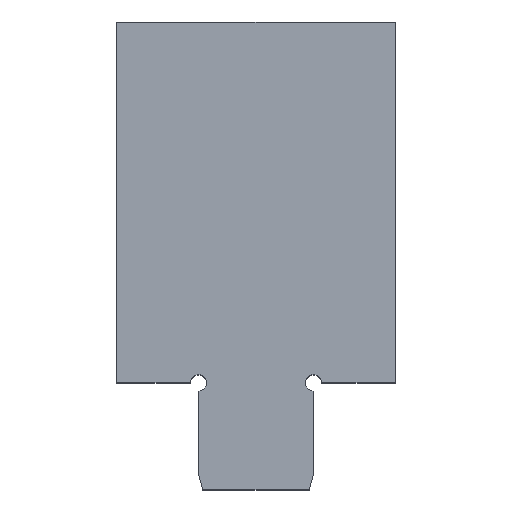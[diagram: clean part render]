
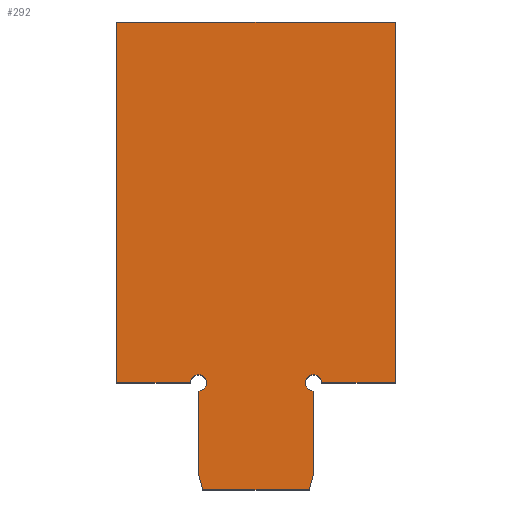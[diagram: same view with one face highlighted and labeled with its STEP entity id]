
A CAD part, top view. The second image highlights one B-rep face of the part: STEP entity #292.
In plain terms, the highlighted planar face has unit normal (0, 0, 1).
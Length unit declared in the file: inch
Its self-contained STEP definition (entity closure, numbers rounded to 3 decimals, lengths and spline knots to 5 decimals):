
#15=LINE('',#405,#47);
#21=LINE('',#416,#53);
#30=LINE('',#439,#62);
#33=LINE('',#444,#65);
#38=LINE('',#458,#70);
#39=LINE('',#460,#71);
#41=LINE('',#465,#73);
#43=LINE('',#468,#75);
#44=LINE('',#471,#76);
#46=LINE('',#474,#78);
#47=VECTOR('',#329,0.01932);
#53=VECTOR('',#337,0.13);
#62=VECTOR('',#354,0.01932);
#65=VECTOR('',#359,0.10134);
#70=VECTOR('',#374,0.09);
#71=VECTOR('',#377,0.10134);
#73=VECTOR('',#381,0.34);
#75=VECTOR('',#385,0.44);
#76=VECTOR('',#388,0.09);
#78=VECTOR('',#392,0.44);
#91=PLANE('',#316);
#109=FACE_OUTER_BOUND('',#127,.T.);
#127=EDGE_LOOP('',(#262,#263,#264,#265,#266,#267,#268,#269,#270,#271,#272,
#273));
#132=CIRCLE('',#307,0.01);
#133=CIRCLE('',#309,0.01);
#136=VERTEX_POINT('',#403);
#137=VERTEX_POINT('',#404);
#141=VERTEX_POINT('',#414);
#151=VERTEX_POINT('',#438);
#152=VERTEX_POINT('',#442);
#153=VERTEX_POINT('',#446);
#154=VERTEX_POINT('',#450);
#155=VERTEX_POINT('',#452);
#156=VERTEX_POINT('',#456);
#157=VERTEX_POINT('',#462);
#158=VERTEX_POINT('',#464);
#159=VERTEX_POINT('',#470);
#162=EDGE_CURVE('',#136,#137,#15,.T.);
#168=EDGE_CURVE('',#136,#141,#21,.T.);
#179=EDGE_CURVE('',#151,#141,#30,.T.);
#182=EDGE_CURVE('',#151,#152,#33,.T.);
#184=EDGE_CURVE('',#152,#153,#132,.T.);
#186=EDGE_CURVE('',#155,#154,#133,.T.);
#189=EDGE_CURVE('',#153,#156,#38,.T.);
#190=EDGE_CURVE('',#154,#137,#39,.T.);
#192=EDGE_CURVE('',#158,#157,#41,.T.);
#194=EDGE_CURVE('',#156,#158,#43,.T.);
#195=EDGE_CURVE('',#159,#155,#44,.T.);
#197=EDGE_CURVE('',#157,#159,#46,.T.);
#262=ORIENTED_EDGE('',*,*,#162,.F.);
#263=ORIENTED_EDGE('',*,*,#168,.T.);
#264=ORIENTED_EDGE('',*,*,#179,.F.);
#265=ORIENTED_EDGE('',*,*,#182,.T.);
#266=ORIENTED_EDGE('',*,*,#184,.T.);
#267=ORIENTED_EDGE('',*,*,#189,.T.);
#268=ORIENTED_EDGE('',*,*,#194,.T.);
#269=ORIENTED_EDGE('',*,*,#192,.T.);
#270=ORIENTED_EDGE('',*,*,#197,.T.);
#271=ORIENTED_EDGE('',*,*,#195,.T.);
#272=ORIENTED_EDGE('',*,*,#186,.T.);
#273=ORIENTED_EDGE('',*,*,#190,.T.);
#292=ADVANCED_FACE('',(#109),#91,.T.);
#307=AXIS2_PLACEMENT_3D('',#448,#363,#364);
#309=AXIS2_PLACEMENT_3D('',#453,#368,#369);
#316=AXIS2_PLACEMENT_3D('',#475,#393,#394);
#329=DIRECTION('',(-0.259,0.966,0.));
#337=DIRECTION('',(1.,0.,0.));
#354=DIRECTION('',(-0.259,-0.966,0.));
#359=DIRECTION('',(0.,1.,0.));
#363=DIRECTION('center_axis',(0.,0.,-1.));
#364=DIRECTION('ref_axis',(-1.,0.,0.));
#368=DIRECTION('center_axis',(0.,0.,-1.));
#369=DIRECTION('ref_axis',(-1.,0.,0.));
#374=DIRECTION('',(1.,0.,0.));
#377=DIRECTION('',(0.,-1.,0.));
#381=DIRECTION('',(-1.,0.,0.));
#385=DIRECTION('',(0.,1.,0.));
#388=DIRECTION('',(1.,0.,0.));
#392=DIRECTION('',(0.,-1.,0.));
#393=DIRECTION('center_axis',(0.,0.,1.));
#394=DIRECTION('ref_axis',(1.,0.,0.));
#403=CARTESIAN_POINT('',(-0.065,-0.35,0.336));
#404=CARTESIAN_POINT('',(-0.07,-0.33134,0.336));
#405=CARTESIAN_POINT('',(-0.10148,-0.21384,0.336));
#414=CARTESIAN_POINT('',(0.065,-0.35,0.336));
#416=CARTESIAN_POINT('',(0.07,-0.35,0.336));
#438=CARTESIAN_POINT('',(0.07,-0.33134,0.336));
#439=CARTESIAN_POINT('',(0.10148,-0.21384,0.336));
#442=CARTESIAN_POINT('',(0.07,-0.23,0.336));
#444=CARTESIAN_POINT('',(0.07,-0.22,0.336));
#446=CARTESIAN_POINT('',(0.08,-0.22,0.336));
#448=CARTESIAN_POINT('Origin',(0.07,-0.22,0.336));
#450=CARTESIAN_POINT('',(-0.07,-0.23,0.336));
#452=CARTESIAN_POINT('',(-0.08,-0.22,0.336));
#453=CARTESIAN_POINT('Origin',(-0.07,-0.22,0.336));
#456=CARTESIAN_POINT('',(0.17,-0.22,0.336));
#458=CARTESIAN_POINT('',(0.17,-0.22,0.336));
#460=CARTESIAN_POINT('',(-0.07,-0.35,0.336));
#462=CARTESIAN_POINT('',(-0.17,0.22,0.336));
#464=CARTESIAN_POINT('',(0.17,0.22,0.336));
#465=CARTESIAN_POINT('',(-0.17,0.22,0.336));
#468=CARTESIAN_POINT('',(0.17,0.22,0.336));
#470=CARTESIAN_POINT('',(-0.17,-0.22,0.336));
#471=CARTESIAN_POINT('',(-0.07,-0.22,0.336));
#474=CARTESIAN_POINT('',(-0.17,-0.22,0.336));
#475=CARTESIAN_POINT('Origin',(0.,-0.05071,0.336));
